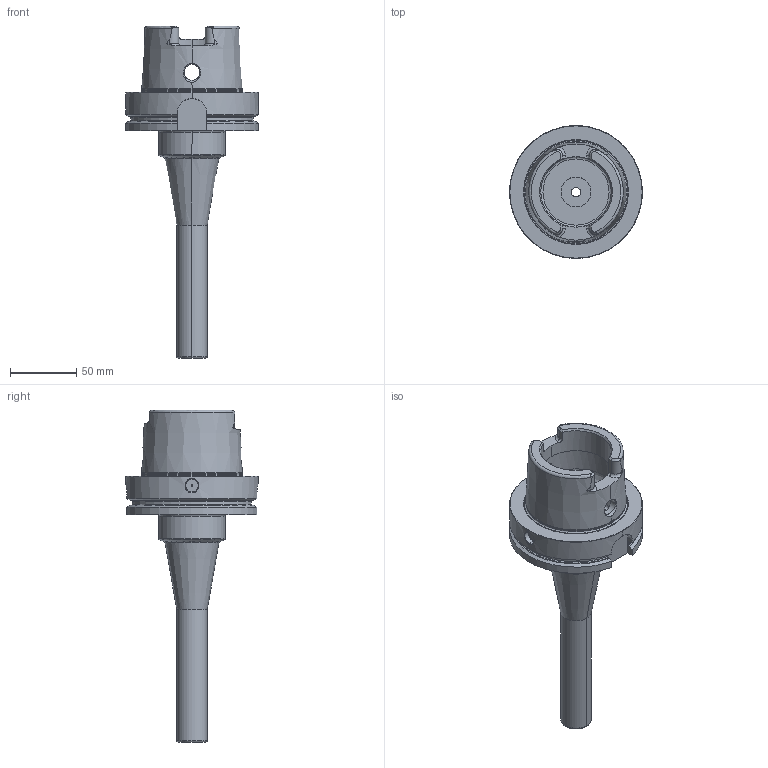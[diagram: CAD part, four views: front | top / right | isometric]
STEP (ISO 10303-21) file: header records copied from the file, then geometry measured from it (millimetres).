
FILE_DESCRIPTION((''),'2;1');
FILE_NAME('DEX','2022-01-11T09:32:40',('muellerbe'),(''),'CREO PARAMETRIC BY PTC INC, 2019030','CREO PARAMETRIC BY PTC INC, 2019030','');
FILE_SCHEMA(('AP242_MANAGED_MODEL_BASED_3D_ENGINEERING_MIM_LF { 1 0 10303 442 1 1 4 }'));
Length unit declared in the file: millimetre
Products named in the file (1): DEX
Bounding box: 100 x 100 x 249.9 mm (x, y, z)
Volume: 363190.6 mm3; surface area: 69124.6 mm2
Topology: 1 solids, 1 shells, 172 faces, 425 edges, 257 vertices
Faces by surface type: cylinder 54, cone 48, plane 38, torus 32
Entity records: 7937 total; most frequent: CARTESIAN_POINT 2488, DIRECTION 887, ORIENTED_EDGE 846, PRESENTATION_STYLE_ASSIGNMENT 427, STYLED_ITEM 427, CURVE_STYLE 426, EDGE_CURVE 423, AXIS2_PLACEMENT_3D 366
